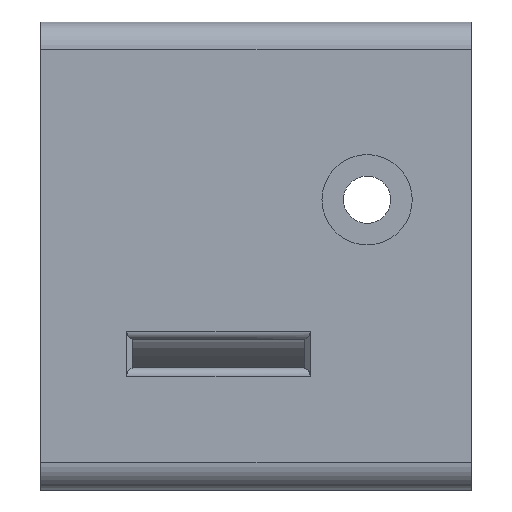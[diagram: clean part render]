
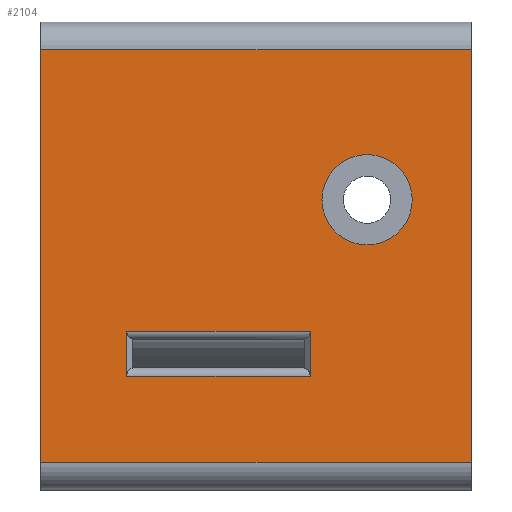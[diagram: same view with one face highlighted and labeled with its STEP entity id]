
A CAD part, left-side view. The second image highlights one B-rep face of the part: STEP entity #2104.
In plain terms, the highlighted planar face has unit normal (-1, 0, 0).
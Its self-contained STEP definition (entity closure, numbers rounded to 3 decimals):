
#19=FACE_BOUND('',#239,.T.);
#20=FACE_BOUND('',#240,.T.);
#46=PLANE('',#2270);
#124=FACE_OUTER_BOUND('',#238,.T.);
#238=EDGE_LOOP('',(#1490,#1491,#1492,#1493));
#239=EDGE_LOOP('',(#1494));
#240=EDGE_LOOP('',(#1495,#1496,#1497,#1498));
#379=CIRCLE('',#2271,3.25);
#521=LINE('',#3421,#695);
#523=LINE('',#3428,#697);
#524=LINE('',#3430,#698);
#525=LINE('',#3432,#699);
#526=LINE('',#3433,#700);
#527=LINE('',#3437,#701);
#528=LINE('',#3439,#702);
#529=LINE('',#3440,#703);
#695=VECTOR('',#2632,10.);
#697=VECTOR('',#2638,10.);
#698=VECTOR('',#2639,10.);
#699=VECTOR('',#2640,10.);
#700=VECTOR('',#2641,10.);
#701=VECTOR('',#2644,0.6);
#702=VECTOR('',#2645,0.6);
#703=VECTOR('',#2646,10.);
#885=VERTEX_POINT('',#3418);
#886=VERTEX_POINT('',#3420);
#888=VERTEX_POINT('',#3426);
#889=VERTEX_POINT('',#3427);
#890=VERTEX_POINT('',#3429);
#891=VERTEX_POINT('',#3431);
#892=VERTEX_POINT('',#3434);
#893=VERTEX_POINT('',#3436);
#894=VERTEX_POINT('',#3438);
#1120=EDGE_CURVE('',#885,#886,#521,.T.);
#1123=EDGE_CURVE('',#888,#889,#523,.T.);
#1124=EDGE_CURVE('',#888,#890,#524,.T.);
#1125=EDGE_CURVE('',#891,#890,#525,.T.);
#1126=EDGE_CURVE('',#889,#891,#526,.T.);
#1127=EDGE_CURVE('',#892,#892,#379,.T.);
#1128=EDGE_CURVE('',#886,#893,#527,.T.);
#1129=EDGE_CURVE('',#894,#885,#528,.T.);
#1130=EDGE_CURVE('',#893,#894,#529,.T.);
#1490=ORIENTED_EDGE('',*,*,#1123,.F.);
#1491=ORIENTED_EDGE('',*,*,#1124,.T.);
#1492=ORIENTED_EDGE('',*,*,#1125,.F.);
#1493=ORIENTED_EDGE('',*,*,#1126,.F.);
#1494=ORIENTED_EDGE('',*,*,#1127,.T.);
#1495=ORIENTED_EDGE('',*,*,#1128,.F.);
#1496=ORIENTED_EDGE('',*,*,#1120,.F.);
#1497=ORIENTED_EDGE('',*,*,#1129,.F.);
#1498=ORIENTED_EDGE('',*,*,#1130,.F.);
#2104=ADVANCED_FACE('',(#124,#19,#20),#46,.T.);
#2270=AXIS2_PLACEMENT_3D('',#3425,#2636,#2637);
#2271=AXIS2_PLACEMENT_3D('',#3435,#2642,#2643);
#2632=DIRECTION('',(0.,0.,-1.));
#2636=DIRECTION('center_axis',(-1.,0.,0.));
#2637=DIRECTION('ref_axis',(0.,0.,1.));
#2638=DIRECTION('',(0.,1.,0.));
#2639=DIRECTION('',(0.,0.,1.));
#2640=DIRECTION('',(0.,-1.,0.));
#2641=DIRECTION('',(0.,0.,1.));
#2642=DIRECTION('center_axis',(1.,0.,0.));
#2643=DIRECTION('ref_axis',(0.,-1.,0.));
#2644=DIRECTION('',(0.,-1.,0.));
#2645=DIRECTION('',(0.,1.,0.));
#2646=DIRECTION('',(0.,0.,1.));
#3418=CARTESIAN_POINT('',(-23.,24.8,-7.274));
#3420=CARTESIAN_POINT('',(-23.,24.8,-10.491));
#3421=CARTESIAN_POINT('',(-23.,24.8,-13.475));
#3425=CARTESIAN_POINT('Origin',(-23.,0.,-18.7));
#3426=CARTESIAN_POINT('',(-23.,0.,-16.7));
#3427=CARTESIAN_POINT('',(-23.,31.,-16.7));
#3428=CARTESIAN_POINT('',(-23.,0.,-16.7));
#3429=CARTESIAN_POINT('',(-23.,0.,13.));
#3430=CARTESIAN_POINT('',(-23.,0.,-18.7));
#3431=CARTESIAN_POINT('',(-23.,31.,13.));
#3432=CARTESIAN_POINT('',(-23.,0.,13.));
#3433=CARTESIAN_POINT('',(-23.,31.,-18.7));
#3434=CARTESIAN_POINT('',(-23.,10.75,2.201));
#3435=CARTESIAN_POINT('Origin',(-23.,7.5,2.201));
#3436=CARTESIAN_POINT('',(-23.,11.6,-10.491));
#3437=CARTESIAN_POINT('',(-23.,12.,-10.491));
#3438=CARTESIAN_POINT('',(-23.,11.6,-7.274));
#3439=CARTESIAN_POINT('',(-23.,12.,-7.274));
#3440=CARTESIAN_POINT('',(-23.,11.6,-13.475));
